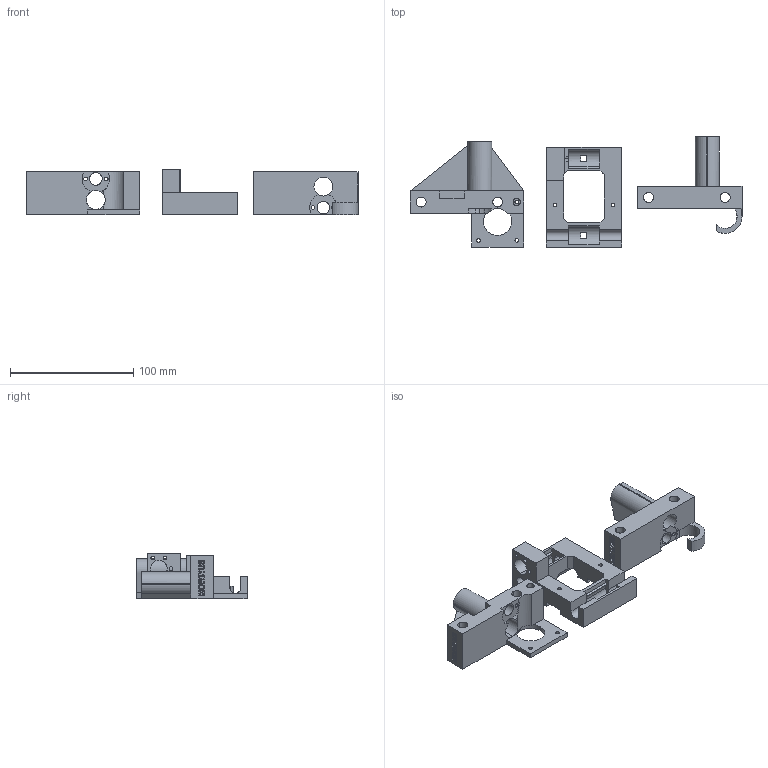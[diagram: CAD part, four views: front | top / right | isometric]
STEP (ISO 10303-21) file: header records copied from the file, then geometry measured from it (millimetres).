
FILE_DESCRIPTION (( 'STEP AP203' ), '1' );
FILE_NAME ('X eje horizontal.STEP', '2015-10-27T12:20:24', ( '' ), ( '' ), 'SwSTEP 2.0', 'SolidWorks 2014', '' );
FILE_SCHEMA (( 'CONFIG_CONTROL_DESIGN' ));
Length unit declared in the file: millimetre
Products named in the file (1): X eje horizontal
Bounding box: 269 x 89.28 x 37 mm (x, y, z)
Volume: 159646.4 mm3; surface area: 66763 mm2
Topology: 4 solids, 4 shells, 341 faces, 969 edges, 651 vertices
Faces by surface type: plane 227, cylinder 78, bspline 35, sphere 1
Entity records: 14108 total; most frequent: CARTESIAN_POINT 5349, ORIENTED_EDGE 1936, DIRECTION 1549, EDGE_CURVE 968, LINE 663, VECTOR 663, VERTEX_POINT 651, AXIS2_PLACEMENT_3D 443
